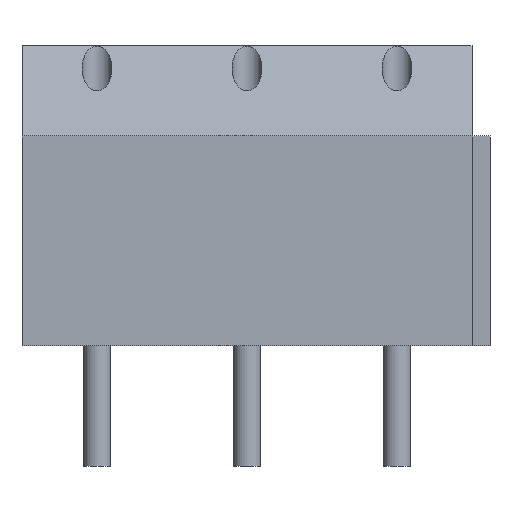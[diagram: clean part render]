
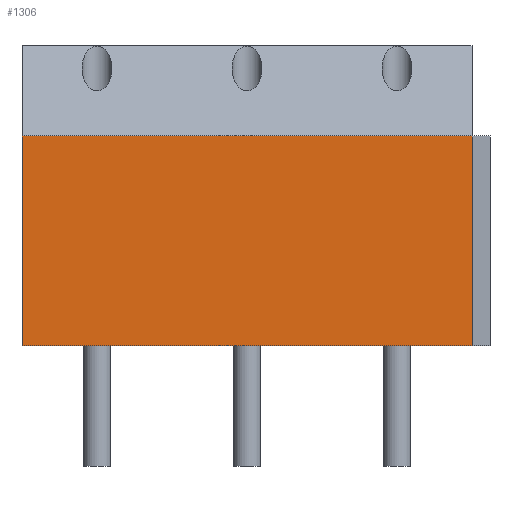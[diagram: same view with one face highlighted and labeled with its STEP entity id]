
A CAD part, front view. The second image highlights one B-rep face of the part: STEP entity #1306.
In plain terms, the highlighted planar face has unit normal (0, -1, 0).
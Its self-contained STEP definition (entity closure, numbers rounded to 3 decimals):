
#253 = EDGE_CURVE('',#254,#256,#258,.T.);
#254 = VERTEX_POINT('',#255);
#255 = CARTESIAN_POINT('',(-7.5,-3.75,7.));
#256 = VERTEX_POINT('',#257);
#257 = CARTESIAN_POINT('',(-7.5,-3.75,0.));
#258 = LINE('',#259,#260);
#259 = CARTESIAN_POINT('',(-7.5,-3.75,7.));
#260 = VECTOR('',#261,1.);
#261 = DIRECTION('',(0.,0.,-1.));
#356 = EDGE_CURVE('',#357,#359,#361,.T.);
#357 = VERTEX_POINT('',#358);
#358 = CARTESIAN_POINT('',(7.5,-3.75,7.));
#359 = VERTEX_POINT('',#360);
#360 = CARTESIAN_POINT('',(7.5,-3.75,0.));
#361 = LINE('',#362,#363);
#362 = CARTESIAN_POINT('',(7.5,-3.75,7.));
#363 = VECTOR('',#364,1.);
#364 = DIRECTION('',(0.,0.,-1.));
#428 = EDGE_CURVE('',#256,#359,#429,.T.);
#429 = LINE('',#430,#431);
#430 = CARTESIAN_POINT('',(-7.5,-3.75,0.));
#431 = VECTOR('',#432,1.);
#432 = DIRECTION('',(1.,0.,0.));
#1306 = ADVANCED_FACE('',(#1307),#1318,.F.);
#1307 = FACE_BOUND('',#1308,.F.);
#1308 = EDGE_LOOP('',(#1309,#1315,#1316,#1317));
#1309 = ORIENTED_EDGE('',*,*,#1310,.T.);
#1310 = EDGE_CURVE('',#254,#357,#1311,.T.);
#1311 = LINE('',#1312,#1313);
#1312 = CARTESIAN_POINT('',(-7.5,-3.75,7.));
#1313 = VECTOR('',#1314,1.);
#1314 = DIRECTION('',(1.,0.,0.));
#1315 = ORIENTED_EDGE('',*,*,#356,.T.);
#1316 = ORIENTED_EDGE('',*,*,#428,.F.);
#1317 = ORIENTED_EDGE('',*,*,#253,.F.);
#1318 = PLANE('',#1319);
#1319 = AXIS2_PLACEMENT_3D('',#1320,#1321,#1322);
#1320 = CARTESIAN_POINT('',(-7.5,-3.75,7.));
#1321 = DIRECTION('',(0.,1.,0.));
#1322 = DIRECTION('',(0.,0.,-1.));
